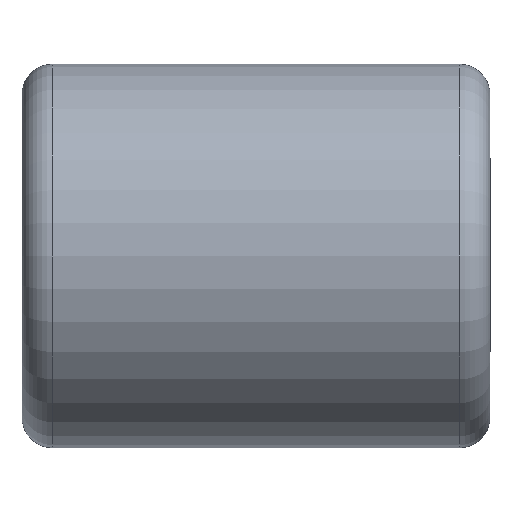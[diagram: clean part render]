
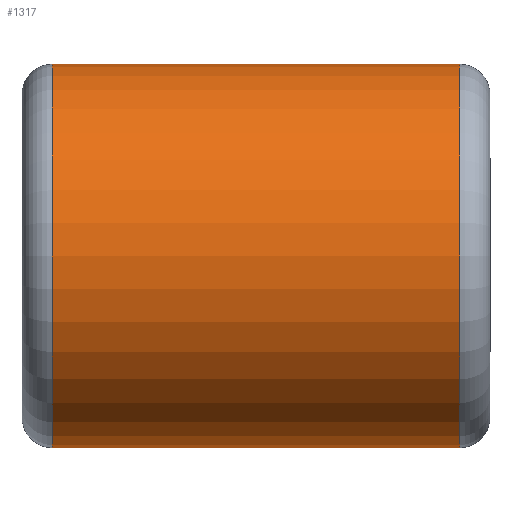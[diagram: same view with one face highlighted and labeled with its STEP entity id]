
A CAD part, front view. The second image highlights one B-rep face of the part: STEP entity #1317.
In plain terms, the highlighted cylindrical face has radius 41 mm (diameter 82 mm), a partial arc.
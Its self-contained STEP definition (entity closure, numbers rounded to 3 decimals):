
#151 = FACE_OUTER_BOUND ( 'NONE', #1161, .T. ) ;
#163 = CIRCLE ( 'NONE', #3730, 41. ) ;
#164 = DIRECTION ( 'NONE',  ( -1., 0., 0. ) ) ;
#194 = LINE ( 'NONE', #1665, #3827 ) ;
#243 = ORIENTED_EDGE ( 'NONE', *, *, #2437, .F. ) ;
#395 = AXIS2_PLACEMENT_3D ( 'NONE', #3471, #4492, #3015 ) ;
#607 = VERTEX_POINT ( 'NONE', #2140 ) ;
#735 = CARTESIAN_POINT ( 'NONE',  ( 43.5, 0., 291.987 ) ) ;
#778 = DIRECTION ( 'NONE',  ( 0., 0., -1. ) ) ;
#966 = AXIS2_PLACEMENT_3D ( 'NONE', #735, #2197, #3623 ) ;
#1109 = VERTEX_POINT ( 'NONE', #3642 ) ;
#1154 = EDGE_CURVE ( 'NONE', #3441, #1109, #163, .T. ) ;
#1161 = EDGE_LOOP ( 'NONE', ( #243, #2784, #1667, #3703 ) ) ;
#1317 = ADVANCED_FACE ( 'NONE', ( #151 ), #3766, .T. ) ;
#1427 = EDGE_CURVE ( 'NONE', #607, #3441, #2711, .T. ) ;
#1665 = CARTESIAN_POINT ( 'NONE',  ( -57.637, 0., 250.987 ) ) ;
#1667 = ORIENTED_EDGE ( 'NONE', *, *, #1427, .T. ) ;
#1745 = VERTEX_POINT ( 'NONE', #4591 ) ;
#2140 = CARTESIAN_POINT ( 'NONE',  ( 43.5, 0., 332.987 ) ) ;
#2194 = DIRECTION ( 'NONE',  ( 1., 0., 0. ) ) ;
#2197 = DIRECTION ( 'NONE',  ( -1., 0., 0. ) ) ;
#2437 = EDGE_CURVE ( 'NONE', #1745, #1109, #194, .T. ) ;
#2508 = CARTESIAN_POINT ( 'NONE',  ( -43.5, 0., 332.987 ) ) ;
#2711 = LINE ( 'NONE', #4483, #3059 ) ;
#2784 = ORIENTED_EDGE ( 'NONE', *, *, #3222, .T. ) ;
#3015 = DIRECTION ( 'NONE',  ( 0., 0., 1. ) ) ;
#3059 = VECTOR ( 'NONE', #164, 1000. ) ;
#3102 = DIRECTION ( 'NONE',  ( -1., 0., 0. ) ) ;
#3165 = CIRCLE ( 'NONE', #966, 41. ) ;
#3222 = EDGE_CURVE ( 'NONE', #1745, #607, #3165, .T. ) ;
#3324 = CARTESIAN_POINT ( 'NONE',  ( -43.5, 0., 291.987 ) ) ;
#3441 = VERTEX_POINT ( 'NONE', #2508 ) ;
#3471 = CARTESIAN_POINT ( 'NONE',  ( -57.637, 0., 291.987 ) ) ;
#3623 = DIRECTION ( 'NONE',  ( 0., 0., 1. ) ) ;
#3642 = CARTESIAN_POINT ( 'NONE',  ( -43.5, 0., 250.987 ) ) ;
#3703 = ORIENTED_EDGE ( 'NONE', *, *, #1154, .T. ) ;
#3730 = AXIS2_PLACEMENT_3D ( 'NONE', #3324, #2194, #778 ) ;
#3766 = CYLINDRICAL_SURFACE ( 'NONE', #395, 41. ) ;
#3827 = VECTOR ( 'NONE', #3102, 1000. ) ;
#4483 = CARTESIAN_POINT ( 'NONE',  ( -57.637, 0., 332.987 ) ) ;
#4492 = DIRECTION ( 'NONE',  ( -1., 0., 0. ) ) ;
#4591 = CARTESIAN_POINT ( 'NONE',  ( 43.5, 0., 250.987 ) ) ;
